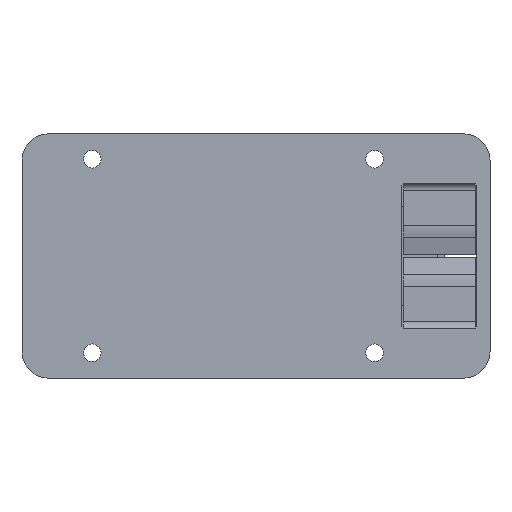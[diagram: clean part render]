
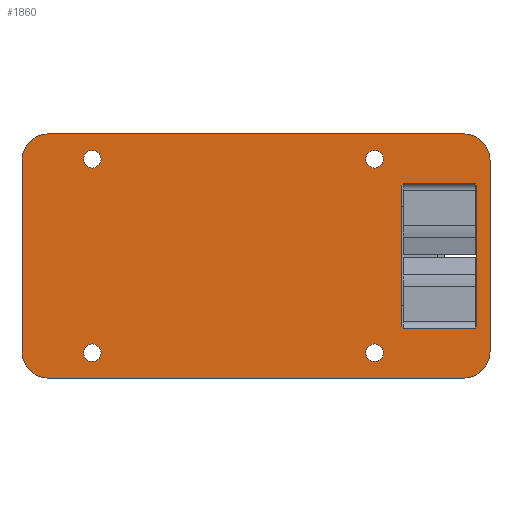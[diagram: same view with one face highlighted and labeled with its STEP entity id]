
A CAD part, front view. The second image highlights one B-rep face of the part: STEP entity #1860.
In plain terms, the highlighted planar face has unit normal (0, -1, 0).
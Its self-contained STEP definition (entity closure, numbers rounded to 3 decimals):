
#19=FACE_BOUND('',#266,.T.);
#20=FACE_BOUND('',#267,.T.);
#21=FACE_BOUND('',#268,.T.);
#22=FACE_BOUND('',#269,.T.);
#23=FACE_BOUND('',#270,.T.);
#86=CIRCLE('',#1991,7.5);
#87=CIRCLE('',#1992,7.5);
#88=CIRCLE('',#1993,7.5);
#89=CIRCLE('',#1994,7.5);
#90=CIRCLE('',#1995,2.5);
#91=CIRCLE('',#1996,2.5);
#92=CIRCLE('',#1997,2.5);
#93=CIRCLE('',#1998,2.5);
#167=FACE_OUTER_BOUND('',#265,.T.);
#265=EDGE_LOOP('',(#1425,#1426,#1427,#1428,#1429,#1430,#1431,#1432));
#266=EDGE_LOOP('',(#1433));
#267=EDGE_LOOP('',(#1434));
#268=EDGE_LOOP('',(#1435));
#269=EDGE_LOOP('',(#1436));
#270=EDGE_LOOP('',(#1437,#1438,#1439,#1440,#1441,#1442,#1443,#1444,#1445,
#1446,#1447,#1448));
#394=LINE('',#2782,#605);
#399=LINE('',#2798,#610);
#402=LINE('',#2803,#613);
#404=LINE('',#2807,#615);
#411=LINE('',#2822,#622);
#413=LINE('',#2825,#624);
#441=LINE('',#2888,#652);
#442=LINE('',#2892,#653);
#443=LINE('',#2896,#654);
#444=LINE('',#2899,#655);
#445=LINE('',#2909,#656);
#446=LINE('',#2911,#657);
#447=LINE('',#2912,#658);
#448=LINE('',#2914,#659);
#449=LINE('',#2916,#660);
#450=LINE('',#2917,#661);
#605=VECTOR('',#2232,10.);
#610=VECTOR('',#2249,10.);
#613=VECTOR('',#2254,10.);
#615=VECTOR('',#2258,10.);
#622=VECTOR('',#2273,10.);
#624=VECTOR('',#2277,10.);
#652=VECTOR('',#2341,10.);
#653=VECTOR('',#2344,10.);
#654=VECTOR('',#2347,10.);
#655=VECTOR('',#2350,10.);
#656=VECTOR('',#2359,10.);
#657=VECTOR('',#2360,10.);
#658=VECTOR('',#2361,10.);
#659=VECTOR('',#2362,10.);
#660=VECTOR('',#2363,10.);
#661=VECTOR('',#2364,10.);
#817=VERTEX_POINT('',#2779);
#818=VERTEX_POINT('',#2781);
#822=VERTEX_POINT('',#2795);
#823=VERTEX_POINT('',#2797);
#824=VERTEX_POINT('',#2801);
#825=VERTEX_POINT('',#2805);
#828=VERTEX_POINT('',#2819);
#829=VERTEX_POINT('',#2821);
#844=VERTEX_POINT('',#2884);
#845=VERTEX_POINT('',#2885);
#846=VERTEX_POINT('',#2887);
#847=VERTEX_POINT('',#2889);
#848=VERTEX_POINT('',#2891);
#849=VERTEX_POINT('',#2893);
#850=VERTEX_POINT('',#2895);
#851=VERTEX_POINT('',#2897);
#852=VERTEX_POINT('',#2900);
#853=VERTEX_POINT('',#2902);
#854=VERTEX_POINT('',#2904);
#855=VERTEX_POINT('',#2906);
#856=VERTEX_POINT('',#2908);
#857=VERTEX_POINT('',#2910);
#858=VERTEX_POINT('',#2913);
#859=VERTEX_POINT('',#2915);
#1011=EDGE_CURVE('',#818,#817,#394,.T.);
#1019=EDGE_CURVE('',#823,#822,#399,.T.);
#1022=EDGE_CURVE('',#822,#824,#402,.T.);
#1024=EDGE_CURVE('',#824,#825,#404,.T.);
#1031=EDGE_CURVE('',#829,#828,#411,.T.);
#1033=EDGE_CURVE('',#828,#818,#413,.T.);
#1065=EDGE_CURVE('',#844,#845,#86,.T.);
#1066=EDGE_CURVE('',#846,#844,#441,.T.);
#1067=EDGE_CURVE('',#847,#846,#87,.T.);
#1068=EDGE_CURVE('',#847,#848,#442,.T.);
#1069=EDGE_CURVE('',#849,#848,#88,.T.);
#1070=EDGE_CURVE('',#850,#849,#443,.T.);
#1071=EDGE_CURVE('',#851,#850,#89,.T.);
#1072=EDGE_CURVE('',#845,#851,#444,.T.);
#1073=EDGE_CURVE('',#852,#852,#90,.T.);
#1074=EDGE_CURVE('',#853,#853,#91,.T.);
#1075=EDGE_CURVE('',#854,#854,#92,.T.);
#1076=EDGE_CURVE('',#855,#855,#93,.T.);
#1077=EDGE_CURVE('',#817,#856,#445,.T.);
#1078=EDGE_CURVE('',#856,#857,#446,.T.);
#1079=EDGE_CURVE('',#857,#823,#447,.T.);
#1080=EDGE_CURVE('',#825,#858,#448,.T.);
#1081=EDGE_CURVE('',#858,#859,#449,.T.);
#1082=EDGE_CURVE('',#859,#829,#450,.T.);
#1425=ORIENTED_EDGE('',*,*,#1065,.F.);
#1426=ORIENTED_EDGE('',*,*,#1066,.F.);
#1427=ORIENTED_EDGE('',*,*,#1067,.F.);
#1428=ORIENTED_EDGE('',*,*,#1068,.T.);
#1429=ORIENTED_EDGE('',*,*,#1069,.F.);
#1430=ORIENTED_EDGE('',*,*,#1070,.F.);
#1431=ORIENTED_EDGE('',*,*,#1071,.F.);
#1432=ORIENTED_EDGE('',*,*,#1072,.F.);
#1433=ORIENTED_EDGE('',*,*,#1073,.T.);
#1434=ORIENTED_EDGE('',*,*,#1074,.T.);
#1435=ORIENTED_EDGE('',*,*,#1075,.T.);
#1436=ORIENTED_EDGE('',*,*,#1076,.T.);
#1437=ORIENTED_EDGE('',*,*,#1031,.T.);
#1438=ORIENTED_EDGE('',*,*,#1033,.T.);
#1439=ORIENTED_EDGE('',*,*,#1011,.T.);
#1440=ORIENTED_EDGE('',*,*,#1077,.T.);
#1441=ORIENTED_EDGE('',*,*,#1078,.T.);
#1442=ORIENTED_EDGE('',*,*,#1079,.T.);
#1443=ORIENTED_EDGE('',*,*,#1019,.T.);
#1444=ORIENTED_EDGE('',*,*,#1022,.T.);
#1445=ORIENTED_EDGE('',*,*,#1024,.T.);
#1446=ORIENTED_EDGE('',*,*,#1080,.T.);
#1447=ORIENTED_EDGE('',*,*,#1081,.T.);
#1448=ORIENTED_EDGE('',*,*,#1082,.T.);
#1780=PLANE('',#1990);
#1860=ADVANCED_FACE('',(#167,#19,#20,#21,#22,#23),#1780,.T.);
#1990=AXIS2_PLACEMENT_3D('',#2883,#2337,#2338);
#1991=AXIS2_PLACEMENT_3D('',#2886,#2339,#2340);
#1992=AXIS2_PLACEMENT_3D('',#2890,#2342,#2343);
#1993=AXIS2_PLACEMENT_3D('',#2894,#2345,#2346);
#1994=AXIS2_PLACEMENT_3D('',#2898,#2348,#2349);
#1995=AXIS2_PLACEMENT_3D('',#2901,#2351,#2352);
#1996=AXIS2_PLACEMENT_3D('',#2903,#2353,#2354);
#1997=AXIS2_PLACEMENT_3D('',#2905,#2355,#2356);
#1998=AXIS2_PLACEMENT_3D('',#2907,#2357,#2358);
#2232=DIRECTION('',(0.,0.,1.));
#2249=DIRECTION('',(0.,0.,1.));
#2254=DIRECTION('',(1.,0.,0.));
#2258=DIRECTION('',(0.,0.,-1.));
#2273=DIRECTION('',(0.,0.,-1.));
#2277=DIRECTION('',(-1.,0.,0.));
#2337=DIRECTION('center_axis',(0.,-1.,0.));
#2338=DIRECTION('ref_axis',(0.,0.,1.));
#2339=DIRECTION('center_axis',(0.,1.,0.));
#2340=DIRECTION('ref_axis',(0.707,0.,-0.707));
#2341=DIRECTION('',(0.,0.,-1.));
#2342=DIRECTION('center_axis',(0.,1.,0.));
#2343=DIRECTION('ref_axis',(0.707,0.,0.707));
#2344=DIRECTION('',(-1.,0.,0.));
#2345=DIRECTION('center_axis',(0.,1.,0.));
#2346=DIRECTION('ref_axis',(-0.707,0.,0.707));
#2347=DIRECTION('',(0.,0.,1.));
#2348=DIRECTION('center_axis',(0.,1.,0.));
#2349=DIRECTION('ref_axis',(-0.707,0.,-0.707));
#2350=DIRECTION('',(-1.,0.,0.));
#2351=DIRECTION('center_axis',(0.,1.,0.));
#2352=DIRECTION('ref_axis',(1.,0.,0.));
#2353=DIRECTION('center_axis',(0.,1.,0.));
#2354=DIRECTION('ref_axis',(1.,0.,0.));
#2355=DIRECTION('center_axis',(0.,1.,0.));
#2356=DIRECTION('ref_axis',(1.,0.,0.));
#2357=DIRECTION('center_axis',(0.,1.,0.));
#2358=DIRECTION('ref_axis',(1.,0.,0.));
#2359=DIRECTION('',(-1.,0.,0.));
#2360=DIRECTION('',(0.,0.,1.));
#2361=DIRECTION('',(1.,0.,0.));
#2362=DIRECTION('',(1.,0.,0.));
#2363=DIRECTION('',(0.,0.,-1.));
#2364=DIRECTION('',(-1.,0.,0.));
#2779=CARTESIAN_POINT('',(-24.7,-8.5,-20.171));
#2781=CARTESIAN_POINT('',(-24.7,-8.5,-20.7));
#2782=CARTESIAN_POINT('',(-24.7,-8.5,-17.35));
#2795=CARTESIAN_POINT('',(-24.7,-8.5,20.7));
#2797=CARTESIAN_POINT('',(-24.7,-8.5,20.171));
#2798=CARTESIAN_POINT('',(-24.7,-8.5,-17.35));
#2801=CARTESIAN_POINT('',(-4.2,-8.5,20.7));
#2803=CARTESIAN_POINT('',(-2.1,-8.5,20.7));
#2805=CARTESIAN_POINT('',(-4.2,-8.5,20.171));
#2807=CARTESIAN_POINT('',(-4.2,-8.5,-17.35));
#2819=CARTESIAN_POINT('',(-4.2,-8.5,-20.7));
#2821=CARTESIAN_POINT('',(-4.2,-8.5,-20.171));
#2822=CARTESIAN_POINT('',(-4.2,-8.5,-17.35));
#2825=CARTESIAN_POINT('',(-2.1,-8.5,-20.7));
#2883=CARTESIAN_POINT('Origin',(0.,-8.5,-34.7));
#2884=CARTESIAN_POINT('',(0.,-8.5,-27.2));
#2885=CARTESIAN_POINT('',(-7.5,-8.5,-34.7));
#2886=CARTESIAN_POINT('Origin',(-7.5,-8.5,-27.2));
#2887=CARTESIAN_POINT('',(0.,-8.5,27.2));
#2888=CARTESIAN_POINT('',(0.,-8.5,34.7));
#2889=CARTESIAN_POINT('',(-7.5,-8.5,34.7));
#2890=CARTESIAN_POINT('Origin',(-7.5,-8.5,27.2));
#2891=CARTESIAN_POINT('',(-125.5,-8.5,34.7));
#2892=CARTESIAN_POINT('',(0.,-8.5,34.7));
#2893=CARTESIAN_POINT('',(-133.,-8.5,27.2));
#2894=CARTESIAN_POINT('Origin',(-125.5,-8.5,27.2));
#2895=CARTESIAN_POINT('',(-133.,-8.5,-27.2));
#2896=CARTESIAN_POINT('',(-133.,-8.5,-17.35));
#2897=CARTESIAN_POINT('',(-125.5,-8.5,-34.7));
#2898=CARTESIAN_POINT('Origin',(-125.5,-8.5,-27.2));
#2899=CARTESIAN_POINT('',(0.,-8.5,-34.7));
#2900=CARTESIAN_POINT('',(-35.298,-8.5,-27.5));
#2901=CARTESIAN_POINT('Origin',(-32.798,-8.5,-27.5));
#2902=CARTESIAN_POINT('',(-115.522,-8.5,-27.5));
#2903=CARTESIAN_POINT('Origin',(-113.022,-8.5,-27.5));
#2904=CARTESIAN_POINT('',(-35.298,-8.5,27.5));
#2905=CARTESIAN_POINT('Origin',(-32.798,-8.5,27.5));
#2906=CARTESIAN_POINT('',(-115.522,-8.5,27.5));
#2907=CARTESIAN_POINT('Origin',(-113.022,-8.5,27.5));
#2908=CARTESIAN_POINT('',(-25.2,-8.5,-20.171));
#2909=CARTESIAN_POINT('',(-12.35,-8.5,-20.171));
#2910=CARTESIAN_POINT('',(-25.2,-8.5,20.171));
#2911=CARTESIAN_POINT('',(-25.2,-8.5,-27.435));
#2912=CARTESIAN_POINT('',(-12.6,-8.5,20.171));
#2913=CARTESIAN_POINT('',(-3.7,-8.5,20.171));
#2914=CARTESIAN_POINT('',(-2.1,-8.5,20.171));
#2915=CARTESIAN_POINT('',(-3.7,-8.5,-20.171));
#2916=CARTESIAN_POINT('',(-3.7,-8.5,-7.265));
#2917=CARTESIAN_POINT('',(-1.85,-8.5,-20.171));
